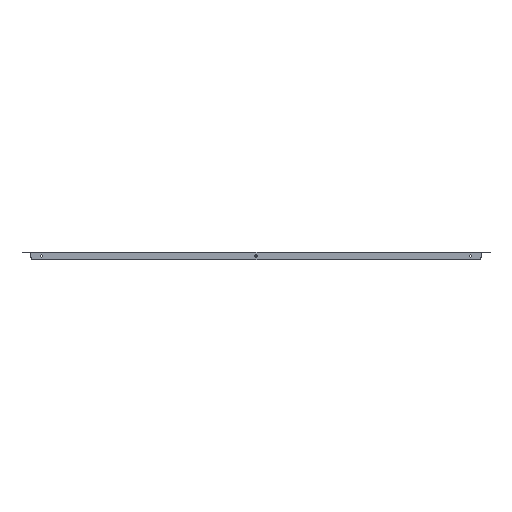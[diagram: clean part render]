
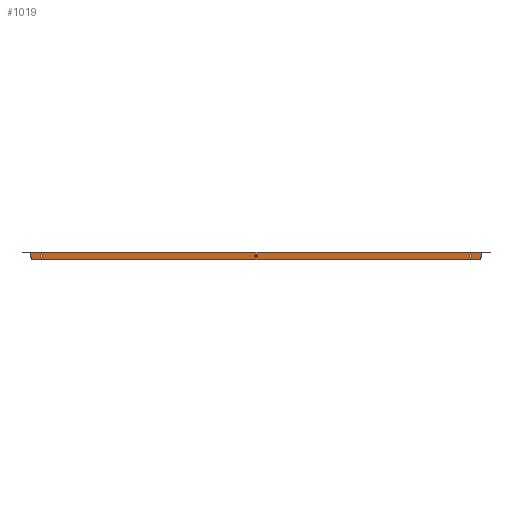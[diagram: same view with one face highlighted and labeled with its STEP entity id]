
A CAD part, front view. The second image highlights one B-rep face of the part: STEP entity #1019.
In plain terms, the highlighted planar face has unit normal (0, -1, 0).
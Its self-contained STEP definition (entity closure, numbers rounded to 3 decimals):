
#46 = ORIENTED_EDGE ( 'NONE', *, *, #1025, .T. ) ;
#49 = CIRCLE ( 'NONE', #1612, 2.1 ) ;
#116 = VECTOR ( 'NONE', #895, 1000. ) ;
#150 = CARTESIAN_POINT ( 'NONE',  ( 0., -149.8, -5.4 ) ) ;
#201 = CARTESIAN_POINT ( 'NONE',  ( -428.796, -149.8, -0.919 ) ) ;
#232 = CARTESIAN_POINT ( 'NONE',  ( 421.25, -149.8, -15. ) ) ;
#241 = CARTESIAN_POINT ( 'NONE',  ( 426.25, -149.8, -0.919 ) ) ;
#247 = CARTESIAN_POINT ( 'NONE',  ( 426.25, -149.8, 0. ) ) ;
#252 = AXIS2_PLACEMENT_3D ( 'NONE', #923, #1472, #708 ) ;
#298 = CARTESIAN_POINT ( 'NONE',  ( -426.25, -149.8, -0.919 ) ) ;
#346 = EDGE_CURVE ( 'NONE', #526, #502, #777, .T. ) ;
#416 = VECTOR ( 'NONE', #1735, 1000. ) ;
#418 = AXIS2_PLACEMENT_3D ( 'NONE', #1952, #831, #2135 ) ;
#441 = CARTESIAN_POINT ( 'NONE',  ( -426.25, -149.8, 0. ) ) ;
#447 = ORIENTED_EDGE ( 'NONE', *, *, #1057, .T. ) ;
#453 = EDGE_CURVE ( 'NONE', #668, #1349, #469, .T. ) ;
#466 = FACE_BOUND ( 'NONE', #695, .T. ) ;
#469 = CIRCLE ( 'NONE', #833, 5. ) ;
#502 = VERTEX_POINT ( 'NONE', #241 ) ;
#521 = FACE_OUTER_BOUND ( 'NONE', #1763, .T. ) ;
#526 = VERTEX_POINT ( 'NONE', #298 ) ;
#559 = VERTEX_POINT ( 'NONE', #232 ) ;
#595 = EDGE_LOOP ( 'NONE', ( #1825 ) ) ;
#605 = CARTESIAN_POINT ( 'NONE',  ( 0., -149.8, -7.5 ) ) ;
#641 = DIRECTION ( 'NONE',  ( 0., 0., 1. ) ) ;
#668 = VERTEX_POINT ( 'NONE', #2000 ) ;
#672 = CARTESIAN_POINT ( 'NONE',  ( 0., -149.8, -15. ) ) ;
#686 = FACE_BOUND ( 'NONE', #595, .T. ) ;
#689 = EDGE_CURVE ( 'NONE', #1658, #1658, #924, .T. ) ;
#695 = EDGE_LOOP ( 'NONE', ( #1175 ) ) ;
#708 = DIRECTION ( 'NONE',  ( 0., 0., 1. ) ) ;
#743 = LINE ( 'NONE', #247, #416 ) ;
#755 = ORIENTED_EDGE ( 'NONE', *, *, #1227, .T. ) ;
#777 = LINE ( 'NONE', #201, #2381 ) ;
#831 = DIRECTION ( 'NONE',  ( 0., -1., 0. ) ) ;
#833 = AXIS2_PLACEMENT_3D ( 'NONE', #1356, #1178, #1729 ) ;
#895 = DIRECTION ( 'NONE',  ( 1., 0., 0. ) ) ;
#923 = CARTESIAN_POINT ( 'NONE',  ( 406.25, -149.8, -7.5 ) ) ;
#924 = CIRCLE ( 'NONE', #252, 2.1 ) ;
#942 = VERTEX_POINT ( 'NONE', #954 ) ;
#954 = CARTESIAN_POINT ( 'NONE',  ( 426.25, -149.8, -10. ) ) ;
#998 = DIRECTION ( 'NONE',  ( 0., 0., 1. ) ) ;
#1019 = ADVANCED_FACE ( 'NONE', ( #466, #1190, #686, #521 ), #2276, .F. ) ;
#1025 = EDGE_CURVE ( 'NONE', #942, #502, #743, .T. ) ;
#1057 = EDGE_CURVE ( 'NONE', #1161, #1161, #1972, .T. ) ;
#1147 = DIRECTION ( 'NONE',  ( 1., 0., 0. ) ) ;
#1161 = VERTEX_POINT ( 'NONE', #150 ) ;
#1167 = CARTESIAN_POINT ( 'NONE',  ( 0., -149.8, 0. ) ) ;
#1175 = ORIENTED_EDGE ( 'NONE', *, *, #2103, .T. ) ;
#1178 = DIRECTION ( 'NONE',  ( 0., -1., 0. ) ) ;
#1190 = FACE_BOUND ( 'NONE', #2106, .T. ) ;
#1227 = EDGE_CURVE ( 'NONE', #1349, #559, #1486, .T. ) ;
#1297 = AXIS2_PLACEMENT_3D ( 'NONE', #1167, #1906, #998 ) ;
#1349 = VERTEX_POINT ( 'NONE', #1656 ) ;
#1356 = CARTESIAN_POINT ( 'NONE',  ( -421.25, -149.8, -10. ) ) ;
#1394 = CARTESIAN_POINT ( 'NONE',  ( -406.25, -149.8, -7.5 ) ) ;
#1470 = CARTESIAN_POINT ( 'NONE',  ( -406.25, -149.8, -5.4 ) ) ;
#1472 = DIRECTION ( 'NONE',  ( 0., 1., 0. ) ) ;
#1486 = LINE ( 'NONE', #672, #116 ) ;
#1508 = ORIENTED_EDGE ( 'NONE', *, *, #2190, .T. ) ;
#1552 = DIRECTION ( 'NONE',  ( 0., 0., 1. ) ) ;
#1567 = DIRECTION ( 'NONE',  ( 0., 1., 0. ) ) ;
#1612 = AXIS2_PLACEMENT_3D ( 'NONE', #1394, #1762, #641 ) ;
#1656 = CARTESIAN_POINT ( 'NONE',  ( -421.25, -149.8, -15. ) ) ;
#1658 = VERTEX_POINT ( 'NONE', #2007 ) ;
#1673 = EDGE_CURVE ( 'NONE', #526, #668, #2283, .T. ) ;
#1729 = DIRECTION ( 'NONE',  ( 0., 0., 1. ) ) ;
#1735 = DIRECTION ( 'NONE',  ( 0., 0., 1. ) ) ;
#1747 = VECTOR ( 'NONE', #2303, 1000. ) ;
#1762 = DIRECTION ( 'NONE',  ( 0., 1., 0. ) ) ;
#1763 = EDGE_LOOP ( 'NONE', ( #2156, #1904, #755, #1508, #46, #2279 ) ) ;
#1773 = VERTEX_POINT ( 'NONE', #1470 ) ;
#1825 = ORIENTED_EDGE ( 'NONE', *, *, #689, .T. ) ;
#1904 = ORIENTED_EDGE ( 'NONE', *, *, #453, .T. ) ;
#1906 = DIRECTION ( 'NONE',  ( 0., 1., 0. ) ) ;
#1952 = CARTESIAN_POINT ( 'NONE',  ( 421.25, -149.8, -10. ) ) ;
#1972 = CIRCLE ( 'NONE', #2362, 2.1 ) ;
#2000 = CARTESIAN_POINT ( 'NONE',  ( -426.25, -149.8, -10. ) ) ;
#2007 = CARTESIAN_POINT ( 'NONE',  ( 406.25, -149.8, -5.4 ) ) ;
#2029 = CIRCLE ( 'NONE', #418, 5. ) ;
#2103 = EDGE_CURVE ( 'NONE', #1773, #1773, #49, .T. ) ;
#2106 = EDGE_LOOP ( 'NONE', ( #447 ) ) ;
#2135 = DIRECTION ( 'NONE',  ( 0., 0., 1. ) ) ;
#2156 = ORIENTED_EDGE ( 'NONE', *, *, #1673, .T. ) ;
#2190 = EDGE_CURVE ( 'NONE', #559, #942, #2029, .T. ) ;
#2276 = PLANE ( 'NONE',  #1297 ) ;
#2279 = ORIENTED_EDGE ( 'NONE', *, *, #346, .F. ) ;
#2283 = LINE ( 'NONE', #441, #1747 ) ;
#2303 = DIRECTION ( 'NONE',  ( 0., 0., -1. ) ) ;
#2362 = AXIS2_PLACEMENT_3D ( 'NONE', #605, #1567, #1552 ) ;
#2381 = VECTOR ( 'NONE', #1147, 1000. ) ;
